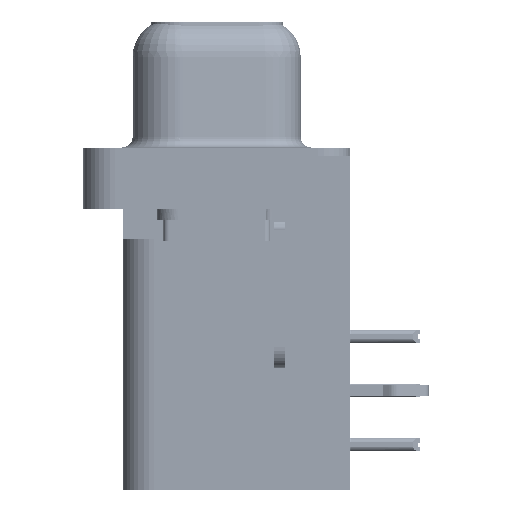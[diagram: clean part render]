
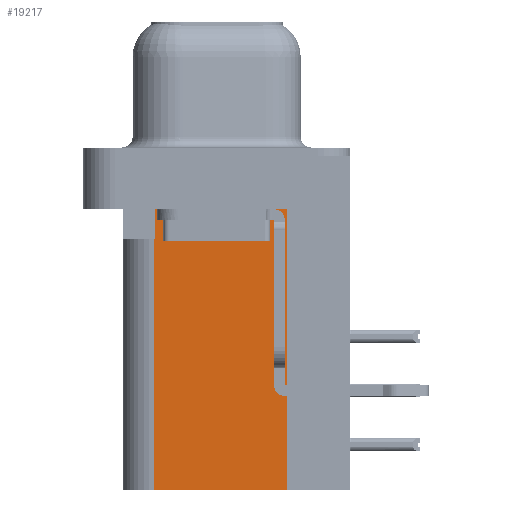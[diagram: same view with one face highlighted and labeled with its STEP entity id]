
A CAD part, left-side view. The second image highlights one B-rep face of the part: STEP entity #19217.
In plain terms, the highlighted planar face has unit normal (-1, 0, 0).
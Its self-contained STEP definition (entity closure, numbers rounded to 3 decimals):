
#1382 = VERTEX_POINT ( 'NONE', #30327 ) ;
#1410 = CARTESIAN_POINT ( 'NONE',  ( 3.79, 2.925, -3.9 ) ) ;
#1633 = VECTOR ( 'NONE', #45665, 1000. ) ;
#1685 = LINE ( 'NONE', #46548, #51217 ) ;
#3074 = VECTOR ( 'NONE', #22340, 1000. ) ;
#5878 = LINE ( 'NONE', #18545, #3074 ) ;
#7189 = EDGE_CURVE ( 'NONE', #1382, #7202, #1685, .T. ) ;
#7202 = VERTEX_POINT ( 'NONE', #51142 ) ;
#7764 = CARTESIAN_POINT ( 'NONE',  ( 3.79, 2.895, -3.9 ) ) ;
#8472 = ORIENTED_EDGE ( 'NONE', *, *, #24596, .T. ) ;
#8637 = CARTESIAN_POINT ( 'NONE',  ( 3.79, -3.295, -15.7 ) ) ;
#10295 = LINE ( 'NONE', #38967, #10681 ) ;
#10681 = VECTOR ( 'NONE', #26769, 1000. ) ;
#10692 = FACE_OUTER_BOUND ( 'NONE', #13785, .T. ) ;
#11115 = EDGE_CURVE ( 'NONE', #14125, #52212, #36188, .T. ) ;
#13785 = EDGE_LOOP ( 'NONE', ( #21196, #30683, #21025, #37913, #49769, #8472 ) ) ;
#14125 = VERTEX_POINT ( 'NONE', #50741 ) ;
#15017 = PLANE ( 'NONE',  #21715 ) ;
#16371 = EDGE_CURVE ( 'NONE', #31952, #14125, #29984, .T. ) ;
#17250 = CARTESIAN_POINT ( 'NONE',  ( 3.79, 2.895, -3.9 ) ) ;
#18545 = CARTESIAN_POINT ( 'NONE',  ( 3.79, -3.295, -15.7 ) ) ;
#19217 = ADVANCED_FACE ( 'NONE', ( #10692 ), #15017, .F. ) ;
#21025 = ORIENTED_EDGE ( 'NONE', *, *, #28003, .T. ) ;
#21196 = ORIENTED_EDGE ( 'NONE', *, *, #7189, .T. ) ;
#21715 = AXIS2_PLACEMENT_3D ( 'NONE', #23117, #31504, #39634 ) ;
#22340 = DIRECTION ( 'NONE',  ( 0., 0., 1. ) ) ;
#23117 = CARTESIAN_POINT ( 'NONE',  ( 3.79, -3.295, -15.7 ) ) ;
#24596 = EDGE_CURVE ( 'NONE', #31952, #1382, #5878, .T. ) ;
#26769 = DIRECTION ( 'NONE',  ( 0., 1., 0. ) ) ;
#26796 = VECTOR ( 'NONE', #41371, 1000. ) ;
#28003 = EDGE_CURVE ( 'NONE', #32241, #52212, #10295, .T. ) ;
#29984 = LINE ( 'NONE', #8637, #26796 ) ;
#30327 = CARTESIAN_POINT ( 'NONE',  ( 3.79, -3.295, -2.5 ) ) ;
#30683 = ORIENTED_EDGE ( 'NONE', *, *, #39777, .T. ) ;
#31504 = DIRECTION ( 'NONE',  ( 1., 0., 0. ) ) ;
#31952 = VERTEX_POINT ( 'NONE', #41875 ) ;
#32241 = VERTEX_POINT ( 'NONE', #7764 ) ;
#32390 = CARTESIAN_POINT ( 'NONE',  ( 3.79, 2.925, -15.7 ) ) ;
#36188 = LINE ( 'NONE', #32390, #44932 ) ;
#37913 = ORIENTED_EDGE ( 'NONE', *, *, #11115, .F. ) ;
#38967 = CARTESIAN_POINT ( 'NONE',  ( 3.79, 0., -3.9 ) ) ;
#39634 = DIRECTION ( 'NONE',  ( 0., 1., 0. ) ) ;
#39777 = EDGE_CURVE ( 'NONE', #7202, #32241, #41088, .T. ) ;
#41088 = LINE ( 'NONE', #17250, #1633 ) ;
#41371 = DIRECTION ( 'NONE',  ( 0., 1., 0. ) ) ;
#41875 = CARTESIAN_POINT ( 'NONE',  ( 3.79, -3.295, -15.7 ) ) ;
#44932 = VECTOR ( 'NONE', #52670, 1000. ) ;
#45665 = DIRECTION ( 'NONE',  ( 0., 0., -1. ) ) ;
#46548 = CARTESIAN_POINT ( 'NONE',  ( 3.79, -3.295, -2.5 ) ) ;
#46819 = DIRECTION ( 'NONE',  ( 0., 1., 0. ) ) ;
#49769 = ORIENTED_EDGE ( 'NONE', *, *, #16371, .F. ) ;
#50741 = CARTESIAN_POINT ( 'NONE',  ( 3.79, 2.925, -15.7 ) ) ;
#51142 = CARTESIAN_POINT ( 'NONE',  ( 3.79, 2.895, -2.5 ) ) ;
#51217 = VECTOR ( 'NONE', #46819, 1000. ) ;
#52212 = VERTEX_POINT ( 'NONE', #1410 ) ;
#52670 = DIRECTION ( 'NONE',  ( 0., 0., 1. ) ) ;
